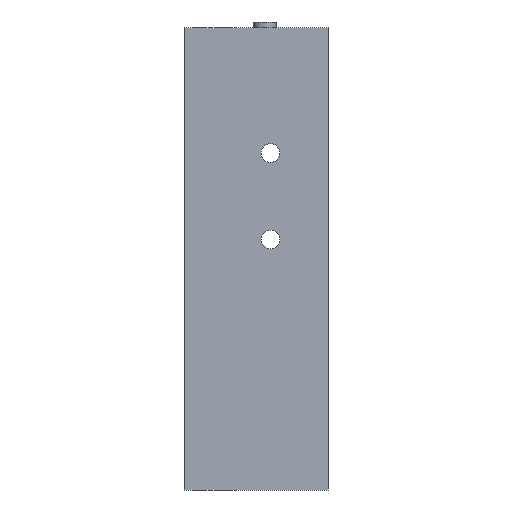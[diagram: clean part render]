
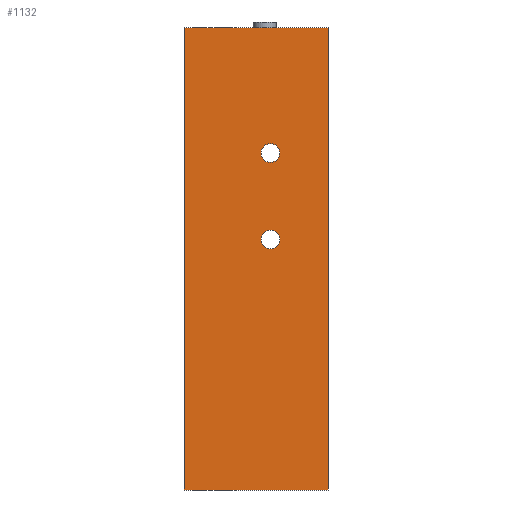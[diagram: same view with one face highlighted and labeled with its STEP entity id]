
A CAD part, front view. The second image highlights one B-rep face of the part: STEP entity #1132.
In plain terms, the highlighted planar face has unit normal (0, -1, 0).
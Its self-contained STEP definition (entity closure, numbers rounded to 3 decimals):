
#38=FACE_BOUND('',#250,.T.);
#39=FACE_BOUND('',#251,.T.);
#87=PLANE('',#1278);
#157=FACE_OUTER_BOUND('',#249,.T.);
#249=EDGE_LOOP('',(#1003,#1004,#1005,#1006));
#250=EDGE_LOOP('',(#1007));
#251=EDGE_LOOP('',(#1008));
#334=LINE('',#1916,#422);
#342=LINE('',#1931,#430);
#343=LINE('',#1933,#431);
#344=LINE('',#1934,#432);
#422=VECTOR('',#1602,10.);
#430=VECTOR('',#1614,10.);
#431=VECTOR('',#1617,10.);
#432=VECTOR('',#1618,10.);
#460=CIRCLE('',#1221,3.25);
#466=CIRCLE('',#1230,3.25);
#551=VERTEX_POINT('',#1814);
#557=VERTEX_POINT('',#1831);
#581=VERTEX_POINT('',#1913);
#582=VERTEX_POINT('',#1915);
#586=VERTEX_POINT('',#1927);
#587=VERTEX_POINT('',#1929);
#678=EDGE_CURVE('',#551,#551,#460,.T.);
#686=EDGE_CURVE('',#557,#557,#466,.T.);
#721=EDGE_CURVE('',#581,#582,#334,.T.);
#729=EDGE_CURVE('',#586,#587,#342,.T.);
#730=EDGE_CURVE('',#581,#586,#343,.T.);
#731=EDGE_CURVE('',#582,#587,#344,.T.);
#1003=ORIENTED_EDGE('',*,*,#730,.T.);
#1004=ORIENTED_EDGE('',*,*,#729,.T.);
#1005=ORIENTED_EDGE('',*,*,#731,.F.);
#1006=ORIENTED_EDGE('',*,*,#721,.F.);
#1007=ORIENTED_EDGE('',*,*,#678,.T.);
#1008=ORIENTED_EDGE('',*,*,#686,.T.);
#1132=ADVANCED_FACE('',(#157,#38,#39),#87,.T.);
#1221=AXIS2_PLACEMENT_3D('',#1816,#1478,#1479);
#1230=AXIS2_PLACEMENT_3D('',#1833,#1498,#1499);
#1278=AXIS2_PLACEMENT_3D('',#1932,#1615,#1616);
#1478=DIRECTION('center_axis',(0.,1.,0.));
#1479=DIRECTION('ref_axis',(1.,0.,0.));
#1498=DIRECTION('center_axis',(0.,1.,0.));
#1499=DIRECTION('ref_axis',(1.,0.,0.));
#1602=DIRECTION('',(0.,0.,1.));
#1614=DIRECTION('',(0.,0.,1.));
#1615=DIRECTION('center_axis',(0.,-1.,0.));
#1616=DIRECTION('ref_axis',(1.,0.,0.));
#1617=DIRECTION('',(1.,0.,0.));
#1618=DIRECTION('',(1.,0.,0.));
#1814=CARTESIAN_POINT('',(26.75,0.,117.));
#1816=CARTESIAN_POINT('Origin',(30.,0.,117.));
#1831=CARTESIAN_POINT('',(26.75,0.,87.));
#1833=CARTESIAN_POINT('Origin',(30.,0.,87.));
#1913=CARTESIAN_POINT('',(0.,0.,0.));
#1915=CARTESIAN_POINT('',(0.,0.,160.5));
#1916=CARTESIAN_POINT('',(0.,0.,0.));
#1927=CARTESIAN_POINT('',(50.,0.,0.));
#1929=CARTESIAN_POINT('',(50.,0.,160.5));
#1931=CARTESIAN_POINT('',(50.,0.,0.));
#1932=CARTESIAN_POINT('Origin',(0.,0.,0.));
#1933=CARTESIAN_POINT('',(0.,0.,0.));
#1934=CARTESIAN_POINT('',(0.,0.,160.5));
